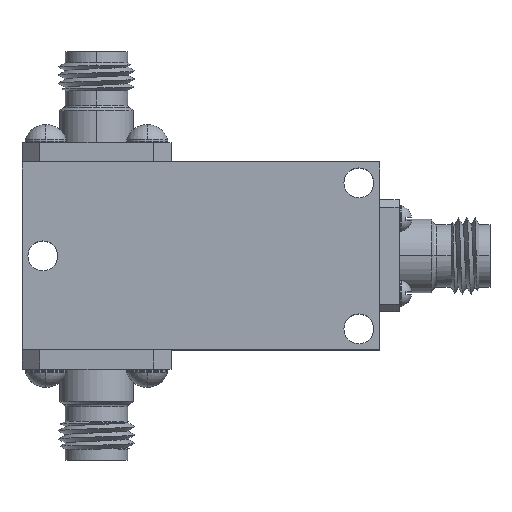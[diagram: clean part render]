
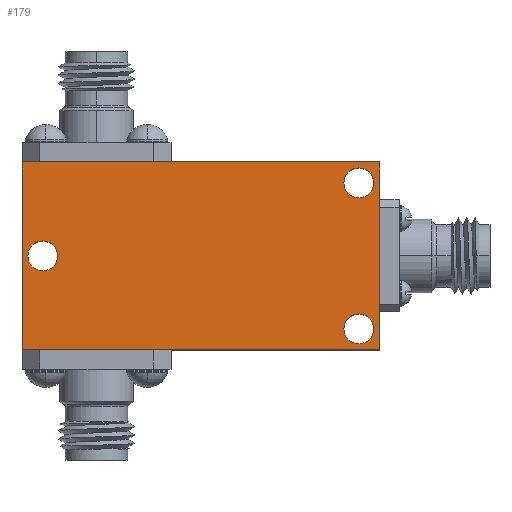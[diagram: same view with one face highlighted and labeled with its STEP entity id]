
A CAD part, top view. The second image highlights one B-rep face of the part: STEP entity #179.
In plain terms, the highlighted planar face has unit normal (0, 0, 1).
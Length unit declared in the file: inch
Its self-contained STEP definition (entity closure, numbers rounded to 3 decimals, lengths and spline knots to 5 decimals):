
#179 = ADVANCED_FACE ( 'NONE', ( #5188, #13149, #10822, #10100 ), #2095, .F. ) ;
#180 = EDGE_LOOP ( 'NONE', ( #13007, #10167, #2287, #5376 ) ) ;
#416 = CIRCLE ( 'NONE', #11307, 0.05 ) ;
#489 = CIRCLE ( 'NONE', #7246, 0.05 ) ;
#719 = EDGE_CURVE ( 'NONE', #2814, #11709, #14034, .T. ) ;
#784 = LINE ( 'NONE', #806, #12072 ) ;
#806 = CARTESIAN_POINT ( 'NONE',  ( 0.6, 0.315, 0.5 ) ) ;
#816 = LINE ( 'NONE', #4875, #9606 ) ;
#882 = EDGE_CURVE ( 'NONE', #14040, #7871, #416, .T. ) ;
#1048 = ORIENTED_EDGE ( 'NONE', *, *, #882, .F. ) ;
#1435 = AXIS2_PLACEMENT_3D ( 'NONE', #13818, #2616, #11518 ) ;
#1776 = DIRECTION ( 'NONE',  ( -1., 0., 0. ) ) ;
#2095 = PLANE ( 'NONE',  #1435 ) ;
#2176 = DIRECTION ( 'NONE',  ( -1., 0., 0. ) ) ;
#2247 = EDGE_CURVE ( 'NONE', #11709, #2814, #489, .T. ) ;
#2287 = ORIENTED_EDGE ( 'NONE', *, *, #9579, .T. ) ;
#2342 = DIRECTION ( 'NONE',  ( -1., 0., 0. ) ) ;
#2415 = CARTESIAN_POINT ( 'NONE',  ( 0.48, 0.245, 0.5 ) ) ;
#2616 = DIRECTION ( 'NONE',  ( 0., 0., -1. ) ) ;
#2803 = DIRECTION ( 'NONE',  ( 0., 0., 1. ) ) ;
#2814 = VERTEX_POINT ( 'NONE', #2415 ) ;
#2864 = CIRCLE ( 'NONE', #2891, 0.05 ) ;
#2891 = AXIS2_PLACEMENT_3D ( 'NONE', #8510, #8467, #1776 ) ;
#3092 = EDGE_LOOP ( 'NONE', ( #14443, #12696 ) ) ;
#3099 = CARTESIAN_POINT ( 'NONE',  ( -0.58, 0., 0.5 ) ) ;
#3110 = VERTEX_POINT ( 'NONE', #3755 ) ;
#3484 = AXIS2_PLACEMENT_3D ( 'NONE', #13652, #7825, #2342 ) ;
#3755 = CARTESIAN_POINT ( 'NONE',  ( -0.6, 0.315, 0.5 ) ) ;
#3859 = DIRECTION ( 'NONE',  ( -1., 0., 0. ) ) ;
#3950 = DIRECTION ( 'NONE',  ( -1., 0., 0. ) ) ;
#4504 = VERTEX_POINT ( 'NONE', #4778 ) ;
#4778 = CARTESIAN_POINT ( 'NONE',  ( 0.58, -0.245, 0.5 ) ) ;
#4875 = CARTESIAN_POINT ( 'NONE',  ( -0.6, 0.315, 0.5 ) ) ;
#4898 = EDGE_CURVE ( 'NONE', #7765, #8044, #784, .T. ) ;
#4958 = VERTEX_POINT ( 'NONE', #8609 ) ;
#5112 = CIRCLE ( 'NONE', #11083, 0.05 ) ;
#5139 = DIRECTION ( 'NONE',  ( 0., 0., 1. ) ) ;
#5188 = FACE_BOUND ( 'NONE', #5728, .T. ) ;
#5301 = LINE ( 'NONE', #6881, #7388 ) ;
#5376 = ORIENTED_EDGE ( 'NONE', *, *, #11212, .T. ) ;
#5421 = CARTESIAN_POINT ( 'NONE',  ( 0.6, 0.315, 0.5 ) ) ;
#5728 = EDGE_LOOP ( 'NONE', ( #12310, #1048 ) ) ;
#5747 = CARTESIAN_POINT ( 'NONE',  ( 0.6, -0.315, 0.5 ) ) ;
#5908 = CARTESIAN_POINT ( 'NONE',  ( -0.48, 0., 0.5 ) ) ;
#6111 = VERTEX_POINT ( 'NONE', #11317 ) ;
#6881 = CARTESIAN_POINT ( 'NONE',  ( -0.6, -0.315, 0.5 ) ) ;
#6986 = ORIENTED_EDGE ( 'NONE', *, *, #2247, .F. ) ;
#7246 = AXIS2_PLACEMENT_3D ( 'NONE', #14057, #10608, #3859 ) ;
#7388 = VECTOR ( 'NONE', #13583, 39.37008 ) ;
#7765 = VERTEX_POINT ( 'NONE', #10779 ) ;
#7825 = DIRECTION ( 'NONE',  ( 0., 0., 1. ) ) ;
#7871 = VERTEX_POINT ( 'NONE', #3099 ) ;
#7929 = AXIS2_PLACEMENT_3D ( 'NONE', #8896, #12426, #2176 ) ;
#8044 = VERTEX_POINT ( 'NONE', #5421 ) ;
#8355 = CARTESIAN_POINT ( 'NONE',  ( 0.58, 0.245, 0.5 ) ) ;
#8467 = DIRECTION ( 'NONE',  ( 0., 0., 1. ) ) ;
#8510 = CARTESIAN_POINT ( 'NONE',  ( 0.53, -0.245, 0.5 ) ) ;
#8609 = CARTESIAN_POINT ( 'NONE',  ( 0.48, -0.245, 0.5 ) ) ;
#8896 = CARTESIAN_POINT ( 'NONE',  ( -0.53, 0., 0.5 ) ) ;
#9345 = EDGE_CURVE ( 'NONE', #6111, #7765, #12626, .T. ) ;
#9396 = VECTOR ( 'NONE', #13849, 39.37008 ) ;
#9579 = EDGE_CURVE ( 'NONE', #8044, #3110, #816, .T. ) ;
#9606 = VECTOR ( 'NONE', #11788, 39.37008 ) ;
#10100 = FACE_OUTER_BOUND ( 'NONE', #180, .T. ) ;
#10167 = ORIENTED_EDGE ( 'NONE', *, *, #4898, .T. ) ;
#10608 = DIRECTION ( 'NONE',  ( 0., 0., 1. ) ) ;
#10766 = CARTESIAN_POINT ( 'NONE',  ( -0.53, 0., 0.5 ) ) ;
#10779 = CARTESIAN_POINT ( 'NONE',  ( 0.6, -0.315, 0.5 ) ) ;
#10822 = FACE_BOUND ( 'NONE', #14383, .T. ) ;
#11083 = AXIS2_PLACEMENT_3D ( 'NONE', #14508, #5139, #3950 ) ;
#11212 = EDGE_CURVE ( 'NONE', #3110, #6111, #5301, .T. ) ;
#11307 = AXIS2_PLACEMENT_3D ( 'NONE', #10766, #2803, #13061 ) ;
#11317 = CARTESIAN_POINT ( 'NONE',  ( -0.6, -0.315, 0.5 ) ) ;
#11518 = DIRECTION ( 'NONE',  ( -1., 0., 0. ) ) ;
#11709 = VERTEX_POINT ( 'NONE', #8355 ) ;
#11788 = DIRECTION ( 'NONE',  ( -1., 0., 0. ) ) ;
#12072 = VECTOR ( 'NONE', #13146, 39.37008 ) ;
#12193 = CIRCLE ( 'NONE', #7929, 0.05 ) ;
#12310 = ORIENTED_EDGE ( 'NONE', *, *, #13853, .F. ) ;
#12426 = DIRECTION ( 'NONE',  ( 0., 0., 1. ) ) ;
#12626 = LINE ( 'NONE', #5747, #9396 ) ;
#12696 = ORIENTED_EDGE ( 'NONE', *, *, #12717, .F. ) ;
#12717 = EDGE_CURVE ( 'NONE', #4504, #4958, #5112, .T. ) ;
#13007 = ORIENTED_EDGE ( 'NONE', *, *, #9345, .T. ) ;
#13061 = DIRECTION ( 'NONE',  ( -1., 0., 0. ) ) ;
#13146 = DIRECTION ( 'NONE',  ( 0., 1., 0. ) ) ;
#13149 = FACE_BOUND ( 'NONE', #3092, .T. ) ;
#13305 = ORIENTED_EDGE ( 'NONE', *, *, #719, .F. ) ;
#13580 = EDGE_CURVE ( 'NONE', #4958, #4504, #2864, .T. ) ;
#13583 = DIRECTION ( 'NONE',  ( 0., -1., 0. ) ) ;
#13652 = CARTESIAN_POINT ( 'NONE',  ( 0.53, 0.245, 0.5 ) ) ;
#13818 = CARTESIAN_POINT ( 'NONE',  ( 0., 0., 0.5 ) ) ;
#13849 = DIRECTION ( 'NONE',  ( 1., 0., 0. ) ) ;
#13853 = EDGE_CURVE ( 'NONE', #7871, #14040, #12193, .T. ) ;
#14034 = CIRCLE ( 'NONE', #3484, 0.05 ) ;
#14040 = VERTEX_POINT ( 'NONE', #5908 ) ;
#14057 = CARTESIAN_POINT ( 'NONE',  ( 0.53, 0.245, 0.5 ) ) ;
#14383 = EDGE_LOOP ( 'NONE', ( #13305, #6986 ) ) ;
#14443 = ORIENTED_EDGE ( 'NONE', *, *, #13580, .F. ) ;
#14508 = CARTESIAN_POINT ( 'NONE',  ( 0.53, -0.245, 0.5 ) ) ;
